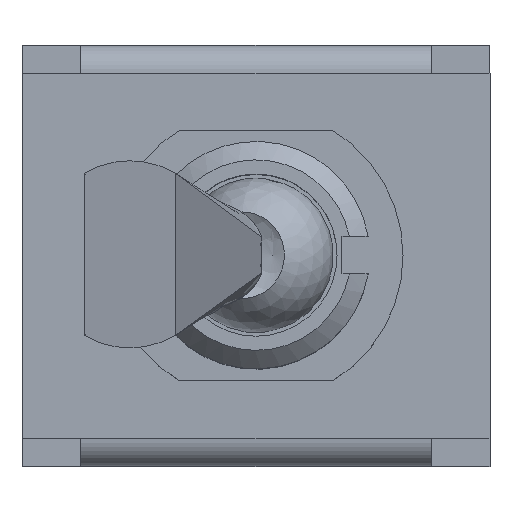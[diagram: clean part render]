
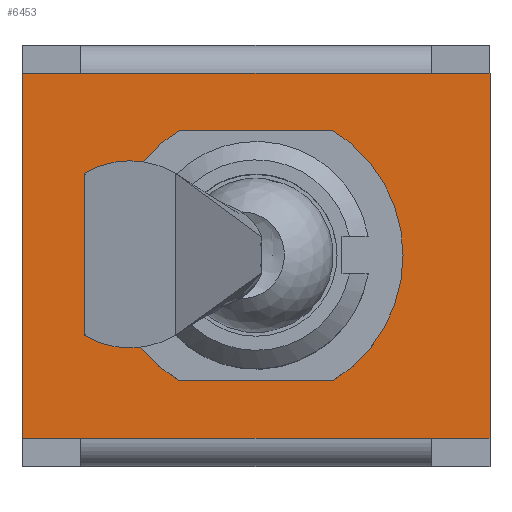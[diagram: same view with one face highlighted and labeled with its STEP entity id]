
A CAD part, top view. The second image highlights one B-rep face of the part: STEP entity #6453.
In plain terms, the highlighted planar face has unit normal (0, 0, 1).
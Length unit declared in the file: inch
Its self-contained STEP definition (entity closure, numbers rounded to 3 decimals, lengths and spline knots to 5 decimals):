
#252=CIRCLE('',#6898,0.15709);
#253=CIRCLE('',#6900,0.15709);
#301=FACE_BOUND('',#997,.T.);
#613=FACE_OUTER_BOUND('',#996,.T.);
#996=EDGE_LOOP('',(#5554,#5555,#5556,#5557,#5558,#5559,#5560,#5561));
#997=EDGE_LOOP('',(#5562,#5563,#5564,#5565));
#1534=LINE('',#10099,#2281);
#1536=LINE('',#10104,#2283);
#1705=LINE('',#10505,#2452);
#1709=LINE('',#10512,#2456);
#1711=LINE('',#10515,#2458);
#1715=LINE('',#10524,#2462);
#1717=LINE('',#10529,#2464);
#1719=LINE('',#10532,#2466);
#1722=LINE('',#10541,#2469);
#1723=LINE('',#10544,#2470);
#2281=VECTOR('',#8268,0.3937);
#2283=VECTOR('',#8272,0.3937);
#2452=VECTOR('',#8615,0.3937);
#2456=VECTOR('',#8621,0.3937);
#2458=VECTOR('',#8625,0.3937);
#2462=VECTOR('',#8631,0.3937);
#2464=VECTOR('',#8635,0.3937);
#2466=VECTOR('',#8639,0.3937);
#2469=VECTOR('',#8652,0.3937);
#2470=VECTOR('',#8657,0.3937);
#2932=VERTEX_POINT('',#10096);
#2933=VERTEX_POINT('',#10098);
#2934=VERTEX_POINT('',#10102);
#2935=VERTEX_POINT('',#10103);
#2976=VERTEX_POINT('',#10215);
#2979=VERTEX_POINT('',#10222);
#3022=VERTEX_POINT('',#10347);
#3074=VERTEX_POINT('',#10503);
#3075=VERTEX_POINT('',#10508);
#3077=VERTEX_POINT('',#10517);
#3080=VERTEX_POINT('',#10522);
#3082=VERTEX_POINT('',#10527);
#3726=EDGE_CURVE('',#2933,#2932,#1534,.T.);
#3728=EDGE_CURVE('',#2934,#2935,#1536,.T.);
#3733=EDGE_CURVE('',#2932,#2934,#252,.T.);
#3734=EDGE_CURVE('',#2935,#2933,#253,.T.);
#3923=EDGE_CURVE('',#2979,#3074,#1705,.T.);
#3927=EDGE_CURVE('',#3022,#3075,#1709,.T.);
#3929=EDGE_CURVE('',#3074,#3075,#1711,.T.);
#3933=EDGE_CURVE('',#3080,#3077,#1715,.T.);
#3935=EDGE_CURVE('',#2976,#3082,#1717,.T.);
#3937=EDGE_CURVE('',#3082,#3077,#1719,.T.);
#3942=EDGE_CURVE('',#2979,#3080,#1722,.T.);
#3944=EDGE_CURVE('',#3022,#2976,#1723,.T.);
#5554=ORIENTED_EDGE('',*,*,#3944,.T.);
#5555=ORIENTED_EDGE('',*,*,#3935,.T.);
#5556=ORIENTED_EDGE('',*,*,#3937,.T.);
#5557=ORIENTED_EDGE('',*,*,#3933,.F.);
#5558=ORIENTED_EDGE('',*,*,#3942,.F.);
#5559=ORIENTED_EDGE('',*,*,#3923,.T.);
#5560=ORIENTED_EDGE('',*,*,#3929,.T.);
#5561=ORIENTED_EDGE('',*,*,#3927,.F.);
#5562=ORIENTED_EDGE('',*,*,#3728,.T.);
#5563=ORIENTED_EDGE('',*,*,#3734,.T.);
#5564=ORIENTED_EDGE('',*,*,#3726,.T.);
#5565=ORIENTED_EDGE('',*,*,#3733,.T.);
#6096=PLANE('',#6994);
#6453=ADVANCED_FACE('',(#613,#301),#6096,.T.);
#6898=AXIS2_PLACEMENT_3D('',#10112,#8280,#8281);
#6900=AXIS2_PLACEMENT_3D('',#10114,#8284,#8285);
#6994=AXIS2_PLACEMENT_3D('',#10543,#8655,#8656);
#8268=DIRECTION('',(1.,0.,0.));
#8272=DIRECTION('',(-1.,0.,0.));
#8280=DIRECTION('center_axis',(0.,0.,
-1.));
#8281=DIRECTION('ref_axis',(-1.,0.,0.));
#8284=DIRECTION('center_axis',(0.,0.,
-1.));
#8285=DIRECTION('ref_axis',(-1.,0.,0.));
#8615=DIRECTION('',(-1.,0.,0.));
#8621=DIRECTION('',(-1.,0.,0.));
#8625=DIRECTION('',(0.,-1.,0.));
#8631=DIRECTION('',(1.,0.,0.));
#8635=DIRECTION('',(1.,0.,0.));
#8639=DIRECTION('',(0.,1.,0.));
#8652=DIRECTION('',(1.,0.,0.));
#8655=DIRECTION('center_axis',(0.,0.,
1.));
#8656=DIRECTION('ref_axis',(1.,0.,0.));
#8657=DIRECTION('',(1.,0.,0.));
#10096=CARTESIAN_POINT('',(0.08221,0.13386,0.35));
#10098=CARTESIAN_POINT('',(-0.08221,0.13386,0.35));
#10099=CARTESIAN_POINT('',(-0.0411,0.13386,0.35));
#10102=CARTESIAN_POINT('',(0.08221,-0.13386,0.35));
#10103=CARTESIAN_POINT('',(-0.08221,-0.13386,0.35));
#10104=CARTESIAN_POINT('',(0.0411,-0.13386,0.35));
#10112=CARTESIAN_POINT('Origin',(0.,0.,
0.35));
#10114=CARTESIAN_POINT('Origin',(0.,0.,
0.35));
#10215=CARTESIAN_POINT('',(0.18701,-0.19508,0.35));
#10222=CARTESIAN_POINT('',(-0.18701,0.19508,0.35));
#10347=CARTESIAN_POINT('',(-0.18701,-0.19508,0.35));
#10503=CARTESIAN_POINT('',(-0.25,0.19508,0.35));
#10505=CARTESIAN_POINT('',(-0.18701,0.19508,0.35));
#10508=CARTESIAN_POINT('',(-0.25,-0.19508,0.35));
#10512=CARTESIAN_POINT('',(-0.18701,-0.19508,0.35));
#10515=CARTESIAN_POINT('',(-0.25,-0.19508,0.35));
#10517=CARTESIAN_POINT('',(0.25,0.19508,0.35));
#10522=CARTESIAN_POINT('',(0.18701,0.19508,0.35));
#10524=CARTESIAN_POINT('',(0.18701,0.19508,0.35));
#10527=CARTESIAN_POINT('',(0.25,-0.19508,0.35));
#10529=CARTESIAN_POINT('',(0.18701,-0.19508,0.35));
#10532=CARTESIAN_POINT('',(0.25,-0.19508,0.35));
#10541=CARTESIAN_POINT('',(0.,0.19508,0.35));
#10543=CARTESIAN_POINT('Origin',(0.,0.19508,
0.35));
#10544=CARTESIAN_POINT('',(0.,-0.19508,0.35));
